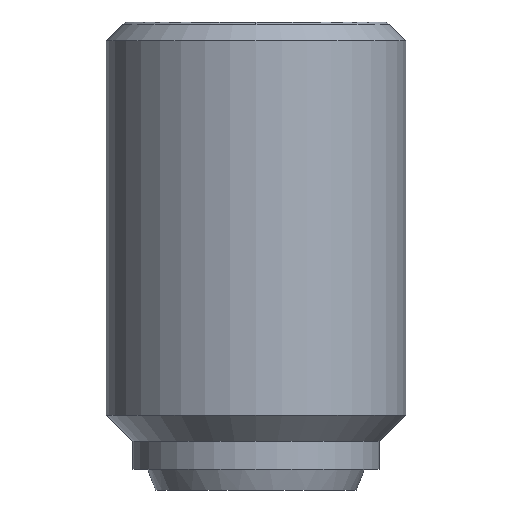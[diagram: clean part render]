
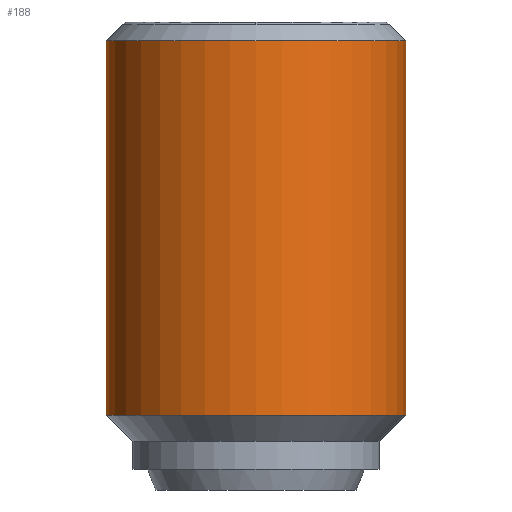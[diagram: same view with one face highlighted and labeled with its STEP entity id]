
A CAD part, front view. The second image highlights one B-rep face of the part: STEP entity #188.
In plain terms, the highlighted cylindrical face has radius 8 mm (diameter 16 mm), a partial arc.
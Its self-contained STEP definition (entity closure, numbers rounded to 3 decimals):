
#142=EDGE_CURVE('',#208,#256,#367,.T.);
#164=VERTEX_POINT('',#392);
#188=ADVANCED_FACE('',(#421),#422,.T.);
#194=EDGE_CURVE('',#164,#314,#429,.T.);
#204=EDGE_CURVE('',#164,#208,#440,.T.);
#208=VERTEX_POINT('',#444);
#250=EDGE_CURVE('',#256,#314,#491,.T.);
#256=VERTEX_POINT('',#499);
#314=VERTEX_POINT('',#561);
#367=CIRCLE('',#610,8.0);
#392=CARTESIAN_POINT('',(-8.,0.,-21.0));
#421=FACE_OUTER_BOUND('',#681,.T.);
#422=CYLINDRICAL_SURFACE('',#682,8.0);
#429=CIRCLE('',#691,8.0);
#440=LINE('',#716,#717);
#444=CARTESIAN_POINT('',(-8.,0.,-1.));
#491=LINE('',#797,#798);
#499=CARTESIAN_POINT('',(8.,0.,-1.));
#561=CARTESIAN_POINT('',(8.,0.,-21.0));
#610=AXIS2_PLACEMENT_3D('',#958,#959,#960);
#681=EDGE_LOOP('',(#1040,#1041,#1042,#1043));
#682=AXIS2_PLACEMENT_3D('',#1044,#1045,#1046);
#691=AXIS2_PLACEMENT_3D('',#1057,#1058,#1059);
#716=CARTESIAN_POINT('',(-8.,0.,-11.0));
#717=VECTOR('',#1072,1.0);
#797=CARTESIAN_POINT('',(8.,0.,-11.0));
#798=VECTOR('',#1124,1.0);
#958=CARTESIAN_POINT('',(0.,0.,-1.));
#959=DIRECTION('',(0.0,0.0,1.0));
#960=DIRECTION('',(-1.0,0.,0.0));
#1040=ORIENTED_EDGE('',*,*,#204,.F.);
#1041=ORIENTED_EDGE('',*,*,#194,.T.);
#1042=ORIENTED_EDGE('',*,*,#250,.F.);
#1043=ORIENTED_EDGE('',*,*,#142,.F.);
#1044=CARTESIAN_POINT('',(0.,0.,-11.0));
#1045=DIRECTION('',(-0.0,-0.0,-1.0));
#1046=DIRECTION('',(-1.0,0.,0.0));
#1057=CARTESIAN_POINT('',(0.,0.,-21.0));
#1058=DIRECTION('',(0.0,0.0,1.0));
#1059=DIRECTION('',(-1.0,0.,0.0));
#1072=DIRECTION('',(0.0,0.0,1.0));
#1124=DIRECTION('',(-0.0,-0.0,-1.0));
